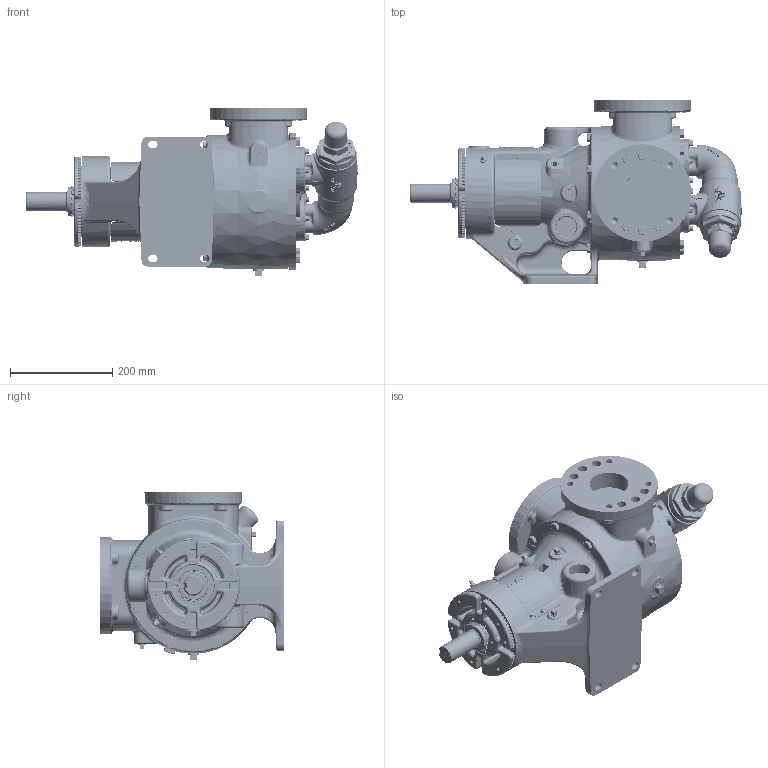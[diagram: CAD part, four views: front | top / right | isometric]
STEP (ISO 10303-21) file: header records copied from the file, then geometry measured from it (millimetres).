
FILE_DESCRIPTION (( 'STEP AP214' ), '1' );
FILE_NAME ('LV-4807.step', '2025-12-05T04:38:44', ( '' ), ( '' ), 'SwSTEP 2.0', 'SolidWorks 2024', '' );
FILE_SCHEMA (( 'AUTOMOTIVE_DESIGN' ));
Products named in the file (1): LV-4807
Bounding box: 648.54 x 360.36 x 327.72 mm (x, y, z)
Volume: 18917776.5 mm3; surface area: 972041.8 mm2
Topology: 1 solids, 1 shells, 6460 faces, 16411 edges, 10148 vertices
Faces by surface type: bspline 2137, plane 2041, cylinder 1168, cone 762, torus 262, sphere 90
Entity records: 308836 total; most frequent: CARTESIAN_POINT 171541, ORIENTED_EDGE 32504, DIRECTION 22683, EDGE_CURVE 16252, VERTEX_POINT 10145, AXIS2_PLACEMENT_3D 8478, EDGE_LOOP 6835, FACE_OUTER_BOUND 6460
